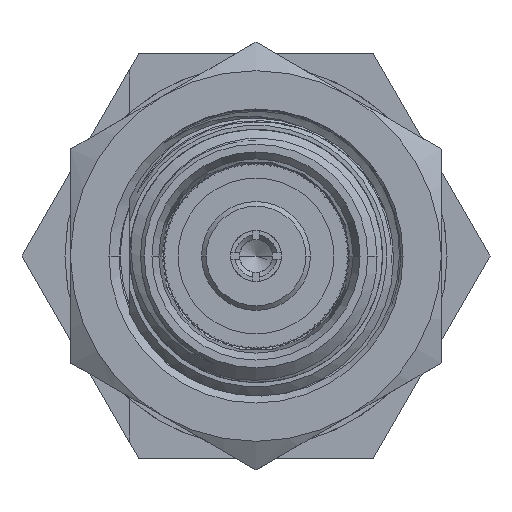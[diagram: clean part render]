
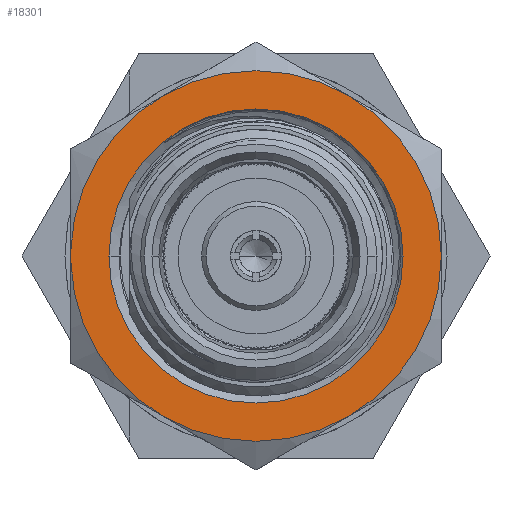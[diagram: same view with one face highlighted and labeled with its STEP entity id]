
A CAD part, left-side view. The second image highlights one B-rep face of the part: STEP entity #18301.
In plain terms, the highlighted planar face has unit normal (-1, 0, 0).
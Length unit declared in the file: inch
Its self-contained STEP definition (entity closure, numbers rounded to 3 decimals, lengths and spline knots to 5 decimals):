
#2331=CARTESIAN_POINT('',(0.43307,0.,0.));
#2332=DIRECTION('',(-1.,0.,0.));
#2333=DIRECTION('',(0.,0.999,-0.032));
#2334=AXIS2_PLACEMENT_3D('',#2331,#2332,#2333);
#2336=DIRECTION('',(0.,0.,1.));
#2337=VECTOR('',#2336,0.02028);
#2338=CARTESIAN_POINT('',(0.43307,0.3148,
-0.01014));
#2339=LINE('',#2338,#2337);
#2340=CARTESIAN_POINT('',(0.43307,0.,0.));
#2341=DIRECTION('',(-1.,0.,0.));
#2342=DIRECTION('',(0.,0.5,0.866));
#2343=AXIS2_PLACEMENT_3D('',#2340,#2341,#2342);
#2345=CARTESIAN_POINT('',(0.43307,0.,0.));
#2346=DIRECTION('',(-1.,0.,0.));
#2347=DIRECTION('',(0.,-0.5,0.866));
#2348=AXIS2_PLACEMENT_3D('',#2345,#2346,#2347);
#2350=CARTESIAN_POINT('',(0.43307,0.,0.));
#2351=DIRECTION('',(-1.,0.,0.));
#2352=DIRECTION('',(0.,0.5,-0.866));
#2353=AXIS2_PLACEMENT_3D('',#2350,#2351,#2352);
#2355=CARTESIAN_POINT('',(0.43307,0.,0.));
#2356=DIRECTION('',(1.,0.,0.));
#2357=DIRECTION('',(0.,1.,0.));
#2358=AXIS2_PLACEMENT_3D('',#2355,#2356,#2357);
#2360=CARTESIAN_POINT('',(0.43307,0.,0.));
#2361=DIRECTION('',(1.,0.,0.));
#2362=DIRECTION('',(0.,-1.,0.));
#2363=AXIS2_PLACEMENT_3D('',#2360,#2361,#2362);
#2365=CARTESIAN_POINT('',(0.43307,0.3148,
-0.01014));
#2454=CARTESIAN_POINT('',(0.43307,0.15748,
-0.27276));
#2506=CARTESIAN_POINT('',(0.43307,0.,0.));
#2507=DIRECTION('',(-1.,0.,0.));
#2508=DIRECTION('',(0.,-0.5,-0.866));
#2509=AXIS2_PLACEMENT_3D('',#2506,#2507,#2508);
#2543=CARTESIAN_POINT('',(0.43307,-0.15748,
-0.27276));
#2654=CARTESIAN_POINT('',(0.43307,-0.15748,
0.27276));
#2678=CARTESIAN_POINT('',(0.43307,0.15748,
0.27276));
#2700=CARTESIAN_POINT('',(0.43307,0.3148,
0.01014));
#16008=VERTEX_POINT('',#2654);
#16011=VERTEX_POINT('',#2678);
#16013=VERTEX_POINT('',#2700);
#16014=VERTEX_POINT('',#2365);
#16016=VERTEX_POINT('',#2454);
#16018=VERTEX_POINT('',#2543);
#16036=CARTESIAN_POINT('',(0.43307,0.25,0.));
#16037=CARTESIAN_POINT('',(0.43307,-0.25,0.));
#16038=VERTEX_POINT('',#16036);
#16039=VERTEX_POINT('',#16037);
#18278=CARTESIAN_POINT('',(0.43307,0.,0.));
#18279=DIRECTION('',(-1.,0.,0.));
#18280=DIRECTION('',(0.,-1.,0.));
#18281=AXIS2_PLACEMENT_3D('',#18278,#18279,#18280);
#18282=PLANE('',#18281);
#18284=ORIENTED_EDGE('',*,*,#18283,.F.);
#18286=ORIENTED_EDGE('',*,*,#18285,.T.);
#18288=ORIENTED_EDGE('',*,*,#18287,.F.);
#18290=ORIENTED_EDGE('',*,*,#18289,.F.);
#18292=ORIENTED_EDGE('',*,*,#18291,.F.);
#18294=ORIENTED_EDGE('',*,*,#18293,.F.);
#18295=EDGE_LOOP('',(#18284,#18286,#18288,#18290,#18292,#18294));
#18296=FACE_OUTER_BOUND('',#18295,.F.);
#18297=ORIENTED_EDGE('',*,*,#18248,.F.);
#18298=ORIENTED_EDGE('',*,*,#18270,.F.);
#18299=EDGE_LOOP('',(#18297,#18298));
#18300=FACE_BOUND('',#18299,.F.);
#18301=ADVANCED_FACE('',(#18296,#18300),#18282,.T.);
#2335=CIRCLE('',#2334,0.31496);
#2344=CIRCLE('',#2343,0.31496);
#2349=CIRCLE('',#2348,0.31496);
#2354=CIRCLE('',#2353,0.31496);
#2359=CIRCLE('',#2358,0.25);
#2364=CIRCLE('',#2363,0.25);
#2510=CIRCLE('',#2509,0.31496);
#18248=EDGE_CURVE('',#16038,#16039,#2359,.T.);
#18270=EDGE_CURVE('',#16039,#16038,#2364,.T.);
#18283=EDGE_CURVE('',#16014,#16016,#2335,.T.);
#18285=EDGE_CURVE('',#16014,#16013,#2339,.T.);
#18287=EDGE_CURVE('',#16011,#16013,#2344,.T.);
#18289=EDGE_CURVE('',#16008,#16011,#2349,.T.);
#18291=EDGE_CURVE('',#16018,#16008,#2510,.T.);
#18293=EDGE_CURVE('',#16016,#16018,#2354,.T.);
